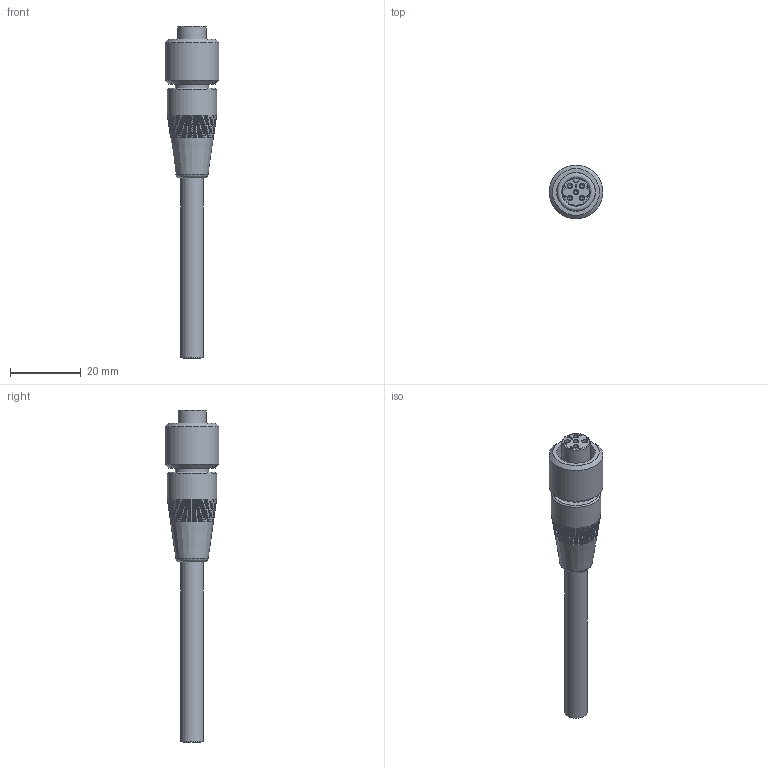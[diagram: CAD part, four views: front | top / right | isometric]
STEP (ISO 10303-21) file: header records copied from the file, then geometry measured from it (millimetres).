
FILE_DESCRIPTION(/* description */ (''),/* implementation_level */ '2;1');
FILE_NAME(/* name */ 'M4N.stp',/* time_stamp */ '2017-05-04T15:30:25-04:00',/* author */ ('aneininger'),/* organization */ ('CONNECTION TECHNOLOGY CENTER'),/* preprocessor_version */ 'ST-DEVELOPER v16.5',/* originating_system */ 'Autodesk Inventor 2017',/* authorisation */ '');
FILE_SCHEMA (('AUTOMOTIVE_DESIGN { 1 0 10303 214 3 1 1 }'));
Length unit declared in the file: inch
Products named in the file (1): Part2
Bounding box: 15.24 x 15.24 x 93.88 mm (x, y, z)
Volume: 6739.2 mm3; surface area: 4386.7 mm2
Topology: 1 solids, 1 shells, 536 faces, 1033 edges, 596 vertices
Faces by surface type: cylinder 232, plane 225, bspline 45, cone 31, torus 3
Full cylindrical faces by diameter (mm): 0.128 x19, 0.203 x48, 0.635 x5, 1.143 x5, 1.575 x4, 1.93 x5, 3.937 x1, 4.445 x1, 4.572 x1, 6.35 x1, 9.423 x1, 9.677 x1, 10.795 x1, 10.922 x1, 11.974 x1, 12.119 x1, 12.265 x1, 12.41 x1, 12.555 x1, 12.7 x2, 12.845 x1, 12.99 x1, 13.135 x1, 13.281 x1, 13.426 x1, 13.571 x1, 13.97 x1, 15.24 x1
Entity records: 13969 total; most frequent: CARTESIAN_POINT 3004, DIRECTION 2267, ORIENTED_EDGE 1882, AXIS2_PLACEMENT_3D 1003, EDGE_CURVE 869, EDGE_LOOP 769, VERTEX_POINT 556, STYLED_ITEM 537
